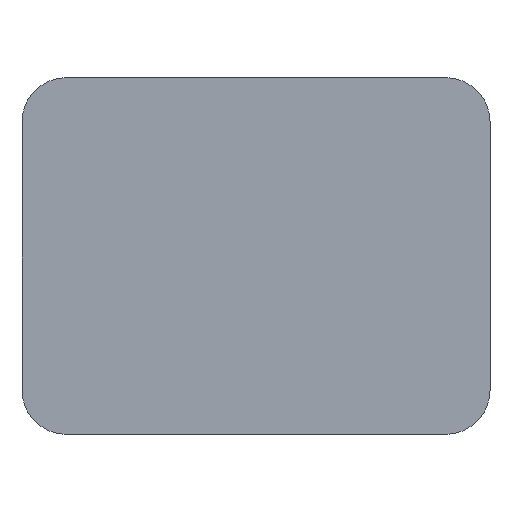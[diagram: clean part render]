
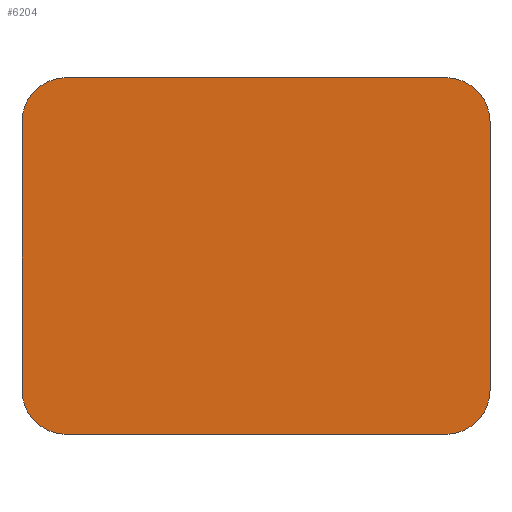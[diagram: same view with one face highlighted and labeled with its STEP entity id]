
A CAD part, top view. The second image highlights one B-rep face of the part: STEP entity #6204.
In plain terms, the highlighted face is planar.
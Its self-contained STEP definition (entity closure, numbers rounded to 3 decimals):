
#43 = VECTOR ( 'NONE', #4515, 1000. ) ;
#243 = EDGE_CURVE ( 'NONE', #8558, #5291, #3295, .T. ) ;
#389 = ORIENTED_EDGE ( 'NONE', *, *, #1363, .T. ) ;
#669 = AXIS2_PLACEMENT_3D ( 'NONE', #2685, #5698, #8711 ) ;
#752 = ORIENTED_EDGE ( 'NONE', *, *, #243, .T. ) ;
#845 = VERTEX_POINT ( 'NONE', #5376 ) ;
#878 = VERTEX_POINT ( 'NONE', #5522 ) ;
#925 = CARTESIAN_POINT ( 'NONE',  ( -7.5, -7.05, -0.075 ) ) ;
#978 = AXIS2_PLACEMENT_3D ( 'NONE', #4369, #7380, #3637 ) ;
#1047 = CIRCLE ( 'NONE', #6557, 1.75 ) ;
#1269 = EDGE_CURVE ( 'NONE', #7064, #878, #7266, .T. ) ;
#1363 = EDGE_CURVE ( 'NONE', #878, #1636, #2136, .T. ) ;
#1530 = ORIENTED_EDGE ( 'NONE', *, *, #7083, .F. ) ;
#1636 = VERTEX_POINT ( 'NONE', #925 ) ;
#2006 = VERTEX_POINT ( 'NONE', #8505 ) ;
#2060 = DIRECTION ( 'NONE',  ( 0., 1., 0. ) ) ;
#2066 = LINE ( 'NONE', #8741, #7105 ) ;
#2136 = LINE ( 'NONE', #8858, #43 ) ;
#2528 = CIRCLE ( 'NONE', #978, 1.75 ) ;
#2576 = EDGE_CURVE ( 'NONE', #5291, #9201, #1047, .T. ) ;
#2680 = VECTOR ( 'NONE', #3270, 1000. ) ;
#2685 = CARTESIAN_POINT ( 'NONE',  ( 7.5, -5.3, -0.075 ) ) ;
#2714 = CARTESIAN_POINT ( 'NONE',  ( 7.5, 5.3, -0.075 ) ) ;
#2764 = DIRECTION ( 'NONE',  ( 0., 0., -1. ) ) ;
#3270 = DIRECTION ( 'NONE',  ( 0., -1., 0. ) ) ;
#3295 = LINE ( 'NONE', #6319, #8771 ) ;
#3543 = AXIS2_PLACEMENT_3D ( 'NONE', #7239, #8576, #5761 ) ;
#3637 = DIRECTION ( 'NONE',  ( -1., 0., 0. ) ) ;
#3857 = CARTESIAN_POINT ( 'NONE',  ( -7.5, -5.3, -0.075 ) ) ;
#3903 = DIRECTION ( 'NONE',  ( 0., 0., -1. ) ) ;
#3949 = ORIENTED_EDGE ( 'NONE', *, *, #1269, .T. ) ;
#4113 = CARTESIAN_POINT ( 'NONE',  ( -9.25, 5.3, -0.075 ) ) ;
#4369 = CARTESIAN_POINT ( 'NONE',  ( -7.5, 5.3, -0.075 ) ) ;
#4515 = DIRECTION ( 'NONE',  ( -1., 0., 0. ) ) ;
#4797 = CIRCLE ( 'NONE', #9362, 1.75 ) ;
#4853 = CARTESIAN_POINT ( 'NONE',  ( 9.25, -5.3, -0.075 ) ) ;
#5291 = VERTEX_POINT ( 'NONE', #9175 ) ;
#5376 = CARTESIAN_POINT ( 'NONE',  ( -9.25, 5.3, -0.075 ) ) ;
#5522 = CARTESIAN_POINT ( 'NONE',  ( 7.5, -7.05, -0.075 ) ) ;
#5698 = DIRECTION ( 'NONE',  ( 0., 0., -1. ) ) ;
#5701 = EDGE_LOOP ( 'NONE', ( #3949, #389, #9003, #1530, #8348, #752, #8237, #6605 ) ) ;
#5761 = DIRECTION ( 'NONE',  ( 1., 0., 0. ) ) ;
#6204 = ADVANCED_FACE ( 'NONE', ( #9506 ), #7790, .F. ) ;
#6314 = EDGE_CURVE ( 'NONE', #1636, #2006, #4797, .T. ) ;
#6319 = CARTESIAN_POINT ( 'NONE',  ( -7.5, 7.05, -0.075 ) ) ;
#6557 = AXIS2_PLACEMENT_3D ( 'NONE', #2714, #2764, #2060 ) ;
#6605 = ORIENTED_EDGE ( 'NONE', *, *, #8416, .T. ) ;
#7064 = VERTEX_POINT ( 'NONE', #4853 ) ;
#7083 = EDGE_CURVE ( 'NONE', #845, #2006, #7170, .T. ) ;
#7105 = VECTOR ( 'NONE', #9619, 1000. ) ;
#7170 = LINE ( 'NONE', #4113, #2680 ) ;
#7239 = CARTESIAN_POINT ( 'NONE',  ( 0., 0., -0.075 ) ) ;
#7266 = CIRCLE ( 'NONE', #669, 1.75 ) ;
#7380 = DIRECTION ( 'NONE',  ( 0., 0., -1. ) ) ;
#7790 = PLANE ( 'NONE',  #3543 ) ;
#8237 = ORIENTED_EDGE ( 'NONE', *, *, #2576, .T. ) ;
#8303 = CARTESIAN_POINT ( 'NONE',  ( -7.5, 7.05, -0.075 ) ) ;
#8348 = ORIENTED_EDGE ( 'NONE', *, *, #8780, .T. ) ;
#8416 = EDGE_CURVE ( 'NONE', #9201, #7064, #2066, .T. ) ;
#8505 = CARTESIAN_POINT ( 'NONE',  ( -9.25, -5.3, -0.075 ) ) ;
#8558 = VERTEX_POINT ( 'NONE', #8303 ) ;
#8576 = DIRECTION ( 'NONE',  ( 0., 0., 1. ) ) ;
#8681 = DIRECTION ( 'NONE',  ( 1., 0., 0. ) ) ;
#8711 = DIRECTION ( 'NONE',  ( 1., 0., 0. ) ) ;
#8741 = CARTESIAN_POINT ( 'NONE',  ( 9.25, 5.3, -0.075 ) ) ;
#8771 = VECTOR ( 'NONE', #8681, 1000. ) ;
#8780 = EDGE_CURVE ( 'NONE', #845, #8558, #2528, .T. ) ;
#8858 = CARTESIAN_POINT ( 'NONE',  ( 7.5, -7.05, -0.075 ) ) ;
#9003 = ORIENTED_EDGE ( 'NONE', *, *, #6314, .T. ) ;
#9054 = CARTESIAN_POINT ( 'NONE',  ( 9.25, 5.3, -0.075 ) ) ;
#9084 = DIRECTION ( 'NONE',  ( 0., -1., 0. ) ) ;
#9175 = CARTESIAN_POINT ( 'NONE',  ( 7.5, 7.05, -0.075 ) ) ;
#9201 = VERTEX_POINT ( 'NONE', #9054 ) ;
#9362 = AXIS2_PLACEMENT_3D ( 'NONE', #3857, #3903, #9084 ) ;
#9506 = FACE_OUTER_BOUND ( 'NONE', #5701, .T. ) ;
#9619 = DIRECTION ( 'NONE',  ( 0., -1., 0. ) ) ;
